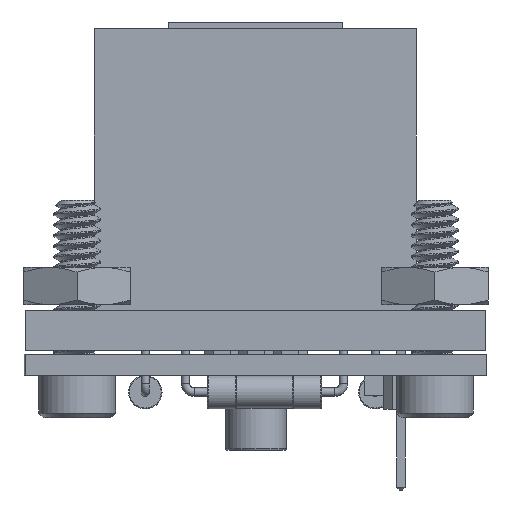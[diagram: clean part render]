
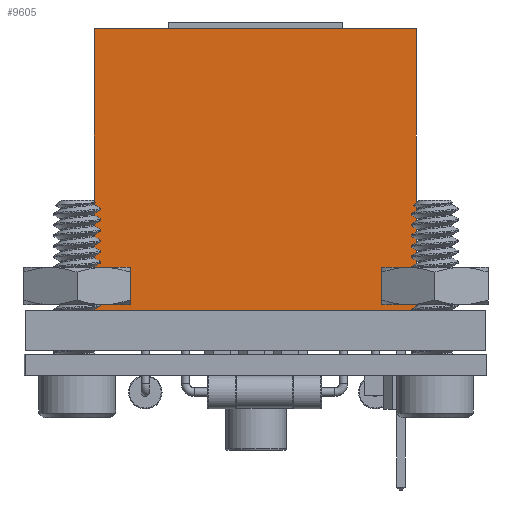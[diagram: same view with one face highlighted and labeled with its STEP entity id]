
A CAD part, front view. The second image highlights one B-rep face of the part: STEP entity #9605.
In plain terms, the highlighted face is planar.
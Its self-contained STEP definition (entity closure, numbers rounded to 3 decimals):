
#1432=FACE_OUTER_BOUND('',#2080,.T.);
#2080=EDGE_LOOP('',(#8336,#8337,#8338,#8339));
#3042=LINE('',#15424,#4001);
#3072=LINE('',#15492,#4031);
#3073=LINE('',#15495,#4032);
#3074=LINE('',#15496,#4033);
#4001=VECTOR('',#12811,10.);
#4031=VECTOR('',#12879,10.);
#4032=VECTOR('',#12882,10.);
#4033=VECTOR('',#12883,10.);
#4769=VERTEX_POINT('',#15421);
#4770=VERTEX_POINT('',#15423);
#4789=VERTEX_POINT('',#15490);
#4790=VERTEX_POINT('',#15494);
#5958=EDGE_CURVE('',#4769,#4770,#3042,.T.);
#5992=EDGE_CURVE('',#4769,#4789,#3072,.T.);
#5993=EDGE_CURVE('',#4790,#4789,#3073,.T.);
#5994=EDGE_CURVE('',#4770,#4790,#3074,.T.);
#8336=ORIENTED_EDGE('',*,*,#5958,.F.);
#8337=ORIENTED_EDGE('',*,*,#5992,.T.);
#8338=ORIENTED_EDGE('',*,*,#5993,.F.);
#8339=ORIENTED_EDGE('',*,*,#5994,.F.);
#9151=PLANE('',#10550);
#9605=ADVANCED_FACE('',(#1432),#9151,.T.);
#10550=AXIS2_PLACEMENT_3D('',#15493,#12880,#12881);
#12811=DIRECTION('',(0.,-1.,0.));
#12879=DIRECTION('',(0.,0.,1.));
#12880=DIRECTION('center_axis',(1.,0.,0.));
#12881=DIRECTION('ref_axis',(0.,1.,0.));
#12882=DIRECTION('',(0.,1.,0.));
#12883=DIRECTION('',(0.,0.,1.));
#15421=CARTESIAN_POINT('',(19.,19.,0.));
#15423=CARTESIAN_POINT('',(19.,-5.,0.));
#15424=CARTESIAN_POINT('',(19.,19.,0.));
#15490=CARTESIAN_POINT('',(19.,19.,21.));
#15492=CARTESIAN_POINT('',(19.,19.,0.));
#15493=CARTESIAN_POINT('Origin',(19.,-5.,0.));
#15494=CARTESIAN_POINT('',(19.,-5.,21.));
#15495=CARTESIAN_POINT('',(19.,19.,21.));
#15496=CARTESIAN_POINT('',(19.,-5.,0.));
